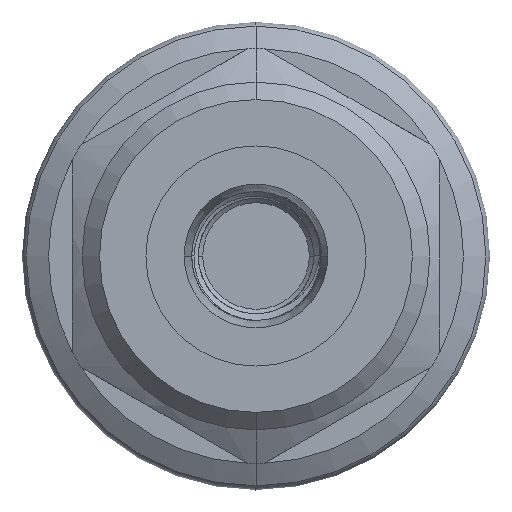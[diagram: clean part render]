
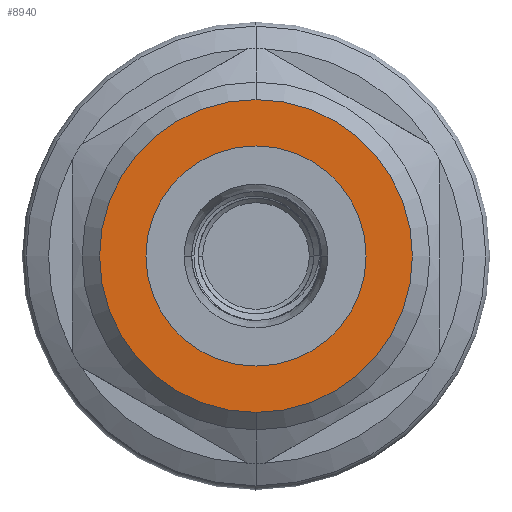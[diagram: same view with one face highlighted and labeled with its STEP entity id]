
A CAD part, left-side view. The second image highlights one B-rep face of the part: STEP entity #8940.
In plain terms, the highlighted planar face has unit normal (-1, 0, 0).
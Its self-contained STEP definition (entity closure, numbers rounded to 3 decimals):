
#354 = DIRECTION ( 'NONE',  ( 0., 0., -1. ) ) ;
#545 = CARTESIAN_POINT ( 'NONE',  ( -47.288, 0., 0. ) ) ;
#549 = AXIS2_PLACEMENT_3D ( 'NONE', #8789, #7529, #354 ) ;
#596 = ORIENTED_EDGE ( 'NONE', *, *, #4834, .F. ) ;
#670 = DIRECTION ( 'NONE',  ( 1., 0., 0. ) ) ;
#1671 = EDGE_CURVE ( 'NONE', #3353, #2905, #5639, .T. ) ;
#2011 = CARTESIAN_POINT ( 'NONE',  ( -47.288, 0., 0. ) ) ;
#2077 = FACE_OUTER_BOUND ( 'NONE', #3096, .T. ) ;
#2443 = DIRECTION ( 'NONE',  ( -1., 0., 0. ) ) ;
#2726 = CIRCLE ( 'NONE', #6432, 9.5 ) ;
#2857 = CARTESIAN_POINT ( 'NONE',  ( -47.288, 9.5, 0. ) ) ;
#2905 = VERTEX_POINT ( 'NONE', #4811 ) ;
#2963 = CARTESIAN_POINT ( 'NONE',  ( -47.288, 0., -13.5 ) ) ;
#3096 = EDGE_LOOP ( 'NONE', ( #4009, #596 ) ) ;
#3322 = DIRECTION ( 'NONE',  ( -1., 0., 0. ) ) ;
#3353 = VERTEX_POINT ( 'NONE', #2857 ) ;
#3867 = DIRECTION ( 'NONE',  ( 0., 0., -1. ) ) ;
#3923 = ORIENTED_EDGE ( 'NONE', *, *, #8702, .F. ) ;
#4009 = ORIENTED_EDGE ( 'NONE', *, *, #5076, .F. ) ;
#4077 = DIRECTION ( 'NONE',  ( 0., 1., 0. ) ) ;
#4096 = AXIS2_PLACEMENT_3D ( 'NONE', #5983, #2443, #4516 ) ;
#4234 = DIRECTION ( 'NONE',  ( 0., 0., -1. ) ) ;
#4309 = VERTEX_POINT ( 'NONE', #2963 ) ;
#4516 = DIRECTION ( 'NONE',  ( 0., 1., 0. ) ) ;
#4811 = CARTESIAN_POINT ( 'NONE',  ( -47.288, -9.5, 0. ) ) ;
#4824 = VERTEX_POINT ( 'NONE', #5345 ) ;
#4834 = EDGE_CURVE ( 'NONE', #4824, #4309, #8246, .T. ) ;
#5076 = EDGE_CURVE ( 'NONE', #4309, #4824, #7252, .T. ) ;
#5113 = AXIS2_PLACEMENT_3D ( 'NONE', #5280, #6005, #3867 ) ;
#5280 = CARTESIAN_POINT ( 'NONE',  ( -47.288, 0., 0. ) ) ;
#5345 = CARTESIAN_POINT ( 'NONE',  ( -47.288, 0., 13.5 ) ) ;
#5639 = CIRCLE ( 'NONE', #4096, 9.5 ) ;
#5723 = EDGE_LOOP ( 'NONE', ( #6517, #3923 ) ) ;
#5832 = AXIS2_PLACEMENT_3D ( 'NONE', #2011, #670, #4234 ) ;
#5950 = FACE_BOUND ( 'NONE', #5723, .T. ) ;
#5983 = CARTESIAN_POINT ( 'NONE',  ( -47.288, 0., 0. ) ) ;
#6005 = DIRECTION ( 'NONE',  ( 1., 0., 0. ) ) ;
#6432 = AXIS2_PLACEMENT_3D ( 'NONE', #545, #3322, #4077 ) ;
#6517 = ORIENTED_EDGE ( 'NONE', *, *, #1671, .F. ) ;
#7252 = CIRCLE ( 'NONE', #5832, 13.5 ) ;
#7529 = DIRECTION ( 'NONE',  ( 1., 0., 0. ) ) ;
#7845 = PLANE ( 'NONE',  #549 ) ;
#8246 = CIRCLE ( 'NONE', #5113, 13.5 ) ;
#8702 = EDGE_CURVE ( 'NONE', #2905, #3353, #2726, .T. ) ;
#8789 = CARTESIAN_POINT ( 'NONE',  ( -47.288, 0., 0. ) ) ;
#8940 = ADVANCED_FACE ( 'NONE', ( #2077, #5950 ), #7845, .F. ) ;
